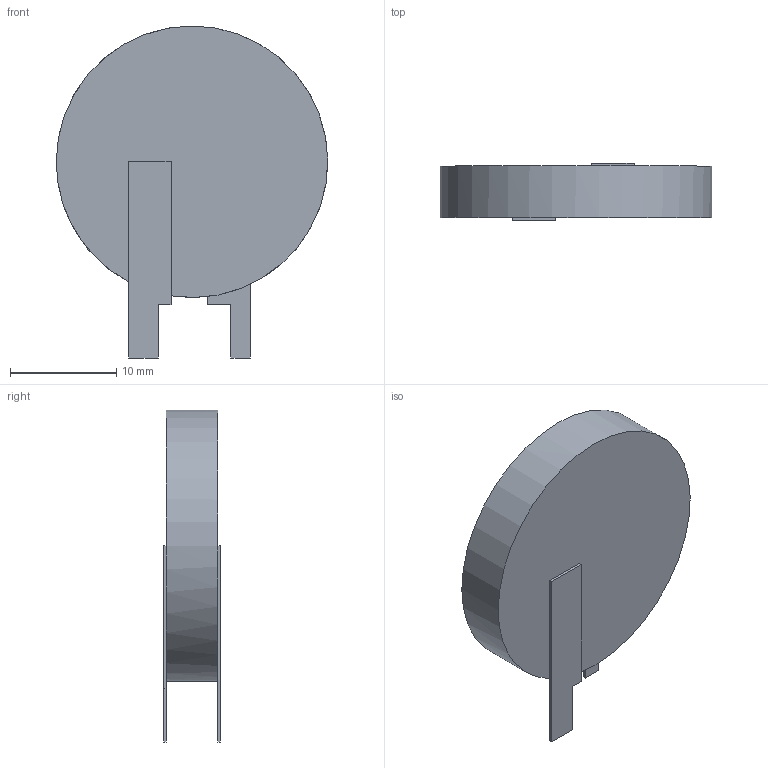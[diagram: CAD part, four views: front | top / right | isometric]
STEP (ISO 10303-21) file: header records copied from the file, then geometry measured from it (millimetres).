
FILE_DESCRIPTION(/* description */ (''),/* implementation_level */ '2;1');
FILE_NAME(/* name */ 'CR2450 VAN v1.step',/* time_stamp */ '2025-08-09T19:39:53-05:00',/* author */ (''),/* organization */ (''),/* preprocessor_version */ 'ST-DEVELOPER v20',/* originating_system */ 'Autodesk Translation Framework v13.14.0.145',/* authorisation */ '');
FILE_SCHEMA (('AUTOMOTIVE_DESIGN { 1 0 10303 214 3 1 1 }'));
Length unit declared in the file: millimetre
Products named in the file (1): CR2450 VAN
Bounding box: 25.6 x 5.35 x 31.3 mm (x, y, z)
Volume: 2529.1 mm3; surface area: 1607.1 mm2
Topology: 2 solids, 2 shells, 19 faces, 43 edges, 28 vertices
Faces by surface type: plane 18, cylinder 1
Full cylindrical faces by diameter (mm): 25.6 x1
Entity records: 557 total; most frequent: CARTESIAN_POINT 91, DIRECTION 87, ORIENTED_EDGE 86, EDGE_CURVE 43, LINE 39, VECTOR 39, VERTEX_POINT 28, AXIS2_PLACEMENT_3D 24
